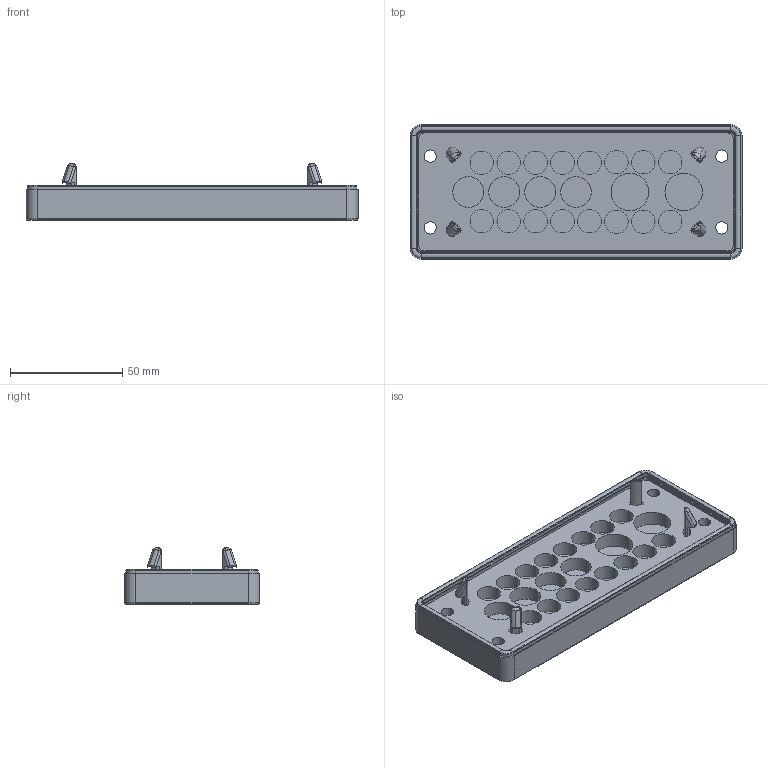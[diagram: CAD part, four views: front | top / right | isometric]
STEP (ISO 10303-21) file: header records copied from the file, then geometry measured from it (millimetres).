
FILE_DESCRIPTION (( 'STEP AP203' ), '1' );
FILE_NAME ('567365.step', '2020-12-17T19:04:36', ( '' ), ( '' ), 'SwSTEP 2.0', 'SolidWorks 2019', '' );
FILE_SCHEMA (( 'CONFIG_CONTROL_DESIGN' ));
Length unit declared in the file: millimetre
Products named in the file (1): 567365
Bounding box: 148 x 60 x 25 mm (x, y, z)
Volume: 80389.8 mm3; surface area: 65969.2 mm2
Topology: 4 solids, 4 shells, 458 faces, 1220 edges, 780 vertices
Faces by surface type: cylinder 244, plane 162, torus 24, cone 16, sphere 8, bspline 4
Entity records: 14861 total; most frequent: CARTESIAN_POINT 2933, DIRECTION 2546, ORIENTED_EDGE 2424, EDGE_CURVE 1212, AXIS2_PLACEMENT_3D 947, VERTEX_POINT 780, VECTOR 652, LINE 652
